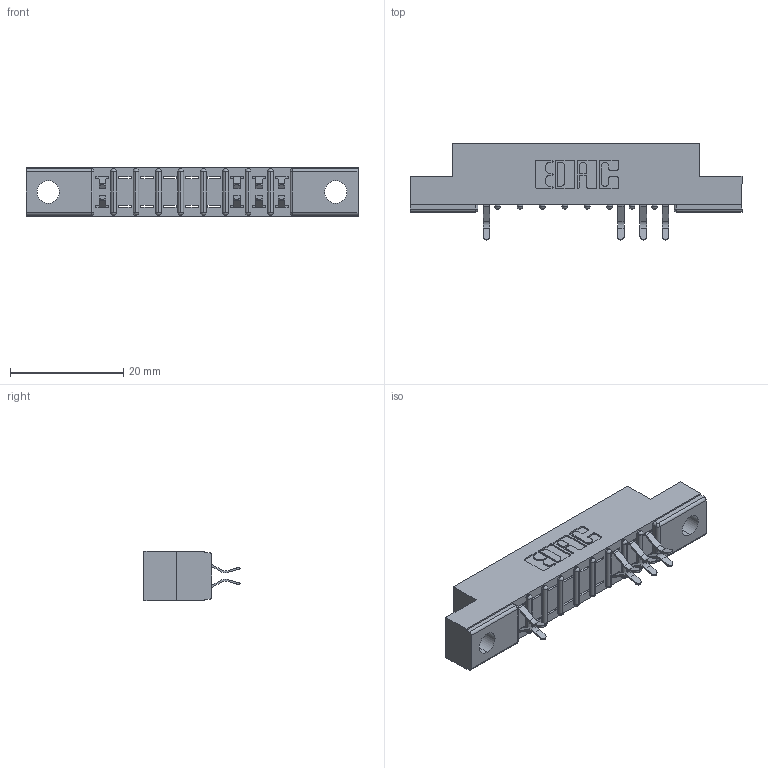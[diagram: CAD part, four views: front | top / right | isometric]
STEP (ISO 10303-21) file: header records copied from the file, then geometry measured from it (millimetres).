
FILE_DESCRIPTION (( 'STEP AP203' ), '1' );
FILE_NAME ('357-018-556-202.STEP', '2018-08-08T05:46:10', ( '' ), ( '' ), 'SwSTEP 2.0', 'SolidWorks 2016', '' );
FILE_SCHEMA (( 'CONFIG_CONTROL_DESIGN' ));
Length unit declared in the file: inch
Products named in the file (3): 357-018-556-202; 307 Part_.128 Dia Mounting Holes; 307-290-001_556
Assembly tree (9 placements, depth 2):
  357-018-556-202
    307 Part_.128 Dia Mounting Holes
    307-290-001_556  x8
Bounding box: 58.67 x 16.97 x 8.71 mm (x, y, z)
Volume: 3620.6 mm3; surface area: 4791.1 mm2
Topology: 9 solids, 9 shells, 628 faces, 1779 edges, 1146 vertices
Faces by surface type: plane 394, cylinder 214, sphere 20
Entity records: 11858 total; most frequent: CARTESIAN_POINT 1991, ORIENTED_EDGE 1978, DIRECTION 1955, EDGE_CURVE 989, LINE 743, VECTOR 743, VERTEX_POINT 642, AXIS2_PLACEMENT_3D 606
